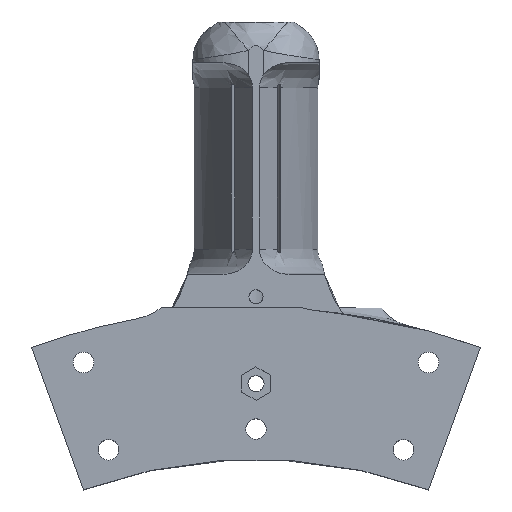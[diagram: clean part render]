
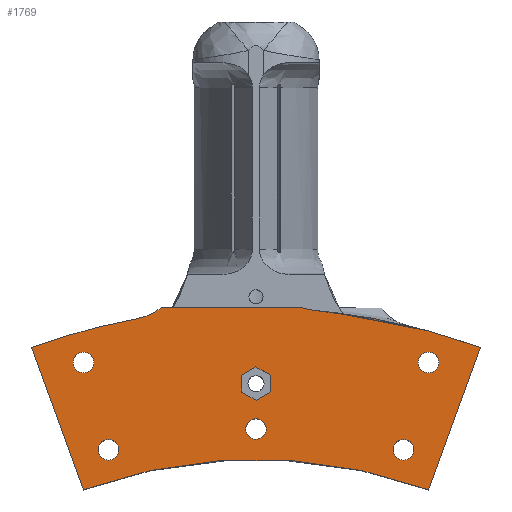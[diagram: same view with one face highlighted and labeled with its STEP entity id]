
A CAD part, top view. The second image highlights one B-rep face of the part: STEP entity #1769.
In plain terms, the highlighted planar face has unit normal (0, 0, 1).
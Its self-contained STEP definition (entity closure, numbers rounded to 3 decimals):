
#82=B_SPLINE_CURVE_WITH_KNOTS('',3,(#3911,#3912,#3913,#3914),
 .UNSPECIFIED.,.F.,.F.,(4,4),(-0.29,0.),
 .UNSPECIFIED.);
#126=B_SPLINE_CURVE_WITH_KNOTS('',3,(#6042,#6043,#6044,#6045),
 .UNSPECIFIED.,.F.,.F.,(4,4),(0.289,0.289),
 .UNSPECIFIED.);
#129=B_SPLINE_CURVE_WITH_KNOTS('',3,(#6267,#6268,#6269,#6270,#6271,#6272),
 .UNSPECIFIED.,.F.,.F.,(4,2,4),(-0.57,-0.319,0.),
 .UNSPECIFIED.);
#151=FACE_BOUND('',#403,.T.);
#152=FACE_BOUND('',#404,.T.);
#153=FACE_BOUND('',#405,.T.);
#154=FACE_BOUND('',#406,.T.);
#155=FACE_BOUND('',#407,.T.);
#156=FACE_BOUND('',#408,.T.);
#191=PLANE('',#1920);
#286=FACE_OUTER_BOUND('',#402,.T.);
#402=EDGE_LOOP('',(#1629,#1630,#1631,#1632,#1633,#1634,#1635,#1636,#1637));
#403=EDGE_LOOP('',(#1638,#1639,#1640,#1641,#1642,#1643));
#404=EDGE_LOOP('',(#1644));
#405=EDGE_LOOP('',(#1645));
#406=EDGE_LOOP('',(#1646));
#407=EDGE_LOOP('',(#1647));
#408=EDGE_LOOP('',(#1648));
#459=CIRCLE('',#1889,130.);
#468=CIRCLE('',#1905,130.);
#469=CIRCLE('',#1907,2.05);
#470=CIRCLE('',#1909,2.05);
#471=CIRCLE('',#1911,2.05);
#472=CIRCLE('',#1913,2.05);
#473=CIRCLE('',#1915,2.05);
#474=CIRCLE('',#1918,100.);
#489=LINE('',#2340,#597);
#492=LINE('',#2345,#600);
#494=LINE('',#2349,#602);
#496=LINE('',#2353,#604);
#498=LINE('',#2357,#606);
#500=LINE('',#2360,#608);
#573=LINE('',#6041,#681);
#586=LINE('',#6276,#694);
#588=LINE('',#6282,#696);
#597=VECTOR('',#1953,10.);
#600=VECTOR('',#1958,10.);
#602=VECTOR('',#1962,10.);
#604=VECTOR('',#1966,10.);
#606=VECTOR('',#1970,10.);
#608=VECTOR('',#1974,10.);
#681=VECTOR('',#2237,10.);
#694=VECTOR('',#2294,30.);
#696=VECTOR('',#2302,30.);
#710=VERTEX_POINT('',#2338);
#711=VERTEX_POINT('',#2339);
#712=VERTEX_POINT('',#2344);
#713=VERTEX_POINT('',#2348);
#714=VERTEX_POINT('',#2352);
#715=VERTEX_POINT('',#2356);
#780=VERTEX_POINT('',#3908);
#781=VERTEX_POINT('',#3910);
#838=VERTEX_POINT('',#5824);
#847=VERTEX_POINT('',#6033);
#848=VERTEX_POINT('',#6040);
#857=VERTEX_POINT('',#6101);
#858=VERTEX_POINT('',#6103);
#859=VERTEX_POINT('',#6149);
#860=VERTEX_POINT('',#6153);
#861=VERTEX_POINT('',#6157);
#862=VERTEX_POINT('',#6161);
#863=VERTEX_POINT('',#6165);
#864=VERTEX_POINT('',#6274);
#865=VERTEX_POINT('',#6278);
#880=EDGE_CURVE('',#710,#711,#489,.T.);
#883=EDGE_CURVE('',#712,#710,#492,.T.);
#885=EDGE_CURVE('',#713,#712,#494,.T.);
#887=EDGE_CURVE('',#714,#713,#496,.T.);
#889=EDGE_CURVE('',#715,#714,#498,.T.);
#891=EDGE_CURVE('',#711,#715,#500,.T.);
#974=EDGE_CURVE('',#781,#780,#82,.T.);
#1079=EDGE_CURVE('',#838,#781,#459,.T.);
#1094=EDGE_CURVE('',#848,#847,#573,.T.);
#1095=EDGE_CURVE('',#780,#848,#126,.T.);
#1109=EDGE_CURVE('',#858,#857,#468,.T.);
#1112=EDGE_CURVE('',#859,#859,#469,.T.);
#1114=EDGE_CURVE('',#860,#860,#470,.T.);
#1116=EDGE_CURVE('',#861,#861,#471,.T.);
#1118=EDGE_CURVE('',#862,#862,#472,.T.);
#1120=EDGE_CURVE('',#863,#863,#473,.T.);
#1121=EDGE_CURVE('',#847,#858,#129,.T.);
#1123=EDGE_CURVE('',#857,#864,#586,.T.);
#1125=EDGE_CURVE('',#864,#865,#474,.T.);
#1126=EDGE_CURVE('',#865,#838,#588,.T.);
#1629=ORIENTED_EDGE('',*,*,#1094,.T.);
#1630=ORIENTED_EDGE('',*,*,#1121,.T.);
#1631=ORIENTED_EDGE('',*,*,#1109,.T.);
#1632=ORIENTED_EDGE('',*,*,#1123,.T.);
#1633=ORIENTED_EDGE('',*,*,#1125,.T.);
#1634=ORIENTED_EDGE('',*,*,#1126,.T.);
#1635=ORIENTED_EDGE('',*,*,#1079,.T.);
#1636=ORIENTED_EDGE('',*,*,#974,.T.);
#1637=ORIENTED_EDGE('',*,*,#1095,.T.);
#1638=ORIENTED_EDGE('',*,*,#880,.T.);
#1639=ORIENTED_EDGE('',*,*,#891,.T.);
#1640=ORIENTED_EDGE('',*,*,#889,.T.);
#1641=ORIENTED_EDGE('',*,*,#887,.T.);
#1642=ORIENTED_EDGE('',*,*,#885,.T.);
#1643=ORIENTED_EDGE('',*,*,#883,.T.);
#1644=ORIENTED_EDGE('',*,*,#1120,.F.);
#1645=ORIENTED_EDGE('',*,*,#1118,.F.);
#1646=ORIENTED_EDGE('',*,*,#1116,.F.);
#1647=ORIENTED_EDGE('',*,*,#1114,.F.);
#1648=ORIENTED_EDGE('',*,*,#1112,.F.);
#1769=ADVANCED_FACE('',(#286,#151,#152,#153,#154,#155,#156),#191,.T.);
#1889=AXIS2_PLACEMENT_3D('',#5825,#2221,#2222);
#1905=AXIS2_PLACEMENT_3D('',#6104,#2264,#2265);
#1907=AXIS2_PLACEMENT_3D('',#6151,#2269,#2270);
#1909=AXIS2_PLACEMENT_3D('',#6155,#2274,#2275);
#1911=AXIS2_PLACEMENT_3D('',#6159,#2279,#2280);
#1913=AXIS2_PLACEMENT_3D('',#6163,#2284,#2285);
#1915=AXIS2_PLACEMENT_3D('',#6167,#2289,#2290);
#1918=AXIS2_PLACEMENT_3D('',#6280,#2298,#2299);
#1920=AXIS2_PLACEMENT_3D('',#6283,#2303,#2304);
#1953=DIRECTION('',(0.871,-0.491,0.));
#1958=DIRECTION('',(0.861,0.509,0.));
#1962=DIRECTION('',(-0.011,1.,0.));
#1966=DIRECTION('',(-0.871,0.491,0.));
#1970=DIRECTION('',(-0.861,-0.509,0.));
#1974=DIRECTION('',(0.011,-1.,0.));
#2221=DIRECTION('center_axis',(0.,0.,1.));
#2222=DIRECTION('ref_axis',(1.,0.,0.));
#2237=DIRECTION('',(-1.,0.,0.));
#2264=DIRECTION('center_axis',(0.,0.,1.));
#2265=DIRECTION('ref_axis',(1.,0.,0.));
#2269=DIRECTION('center_axis',(0.,0.,1.));
#2270=DIRECTION('ref_axis',(1.,0.,0.));
#2274=DIRECTION('center_axis',(0.,0.,1.));
#2275=DIRECTION('ref_axis',(1.,0.,0.));
#2279=DIRECTION('center_axis',(0.,0.,1.));
#2280=DIRECTION('ref_axis',(1.,0.,0.));
#2284=DIRECTION('center_axis',(0.,0.,1.));
#2285=DIRECTION('ref_axis',(1.,0.,0.));
#2289=DIRECTION('center_axis',(0.,0.,1.));
#2290=DIRECTION('ref_axis',(1.,0.,0.));
#2294=DIRECTION('',(0.342,-0.94,0.));
#2298=DIRECTION('center_axis',(0.,0.,-1.));
#2299=DIRECTION('ref_axis',(1.,0.,0.));
#2302=DIRECTION('',(0.342,0.94,0.));
#2303=DIRECTION('center_axis',(0.,0.,1.));
#2304=DIRECTION('ref_axis',(1.,0.,0.));
#2338=CARTESIAN_POINT('',(-0.036,118.312,10.));
#2339=CARTESIAN_POINT('',(2.85,116.687,10.));
#2340=CARTESIAN_POINT('',(25.368,104.008,10.));
#2344=CARTESIAN_POINT('',(-2.886,116.625,10.));
#2345=CARTESIAN_POINT('',(-27.277,102.189,10.));
#2348=CARTESIAN_POINT('',(-2.85,113.313,10.));
#2349=CARTESIAN_POINT('',(-2.239,56.763,10.));
#2352=CARTESIAN_POINT('',(0.036,111.688,10.));
#2353=CARTESIAN_POINT('',(23.796,98.311,10.));
#2356=CARTESIAN_POINT('',(2.886,113.375,10.));
#2357=CARTESIAN_POINT('',(-23.129,97.979,10.));
#2360=CARTESIAN_POINT('',(3.481,58.25,10.));
#3908=CARTESIAN_POINT('',(9.218,130.,10.));
#3910=CARTESIAN_POINT('',(12.065,129.439,10.));
#3911=CARTESIAN_POINT('Ctrl Pts',(12.065,129.439,10.));
#3912=CARTESIAN_POINT('Ctrl Pts',(11.103,129.529,10.));
#3913=CARTESIAN_POINT('Ctrl Pts',(10.141,129.717,10.));
#3914=CARTESIAN_POINT('Ctrl Pts',(9.218,130.,10.));
#5824=CARTESIAN_POINT('',(44.463,122.16,10.));
#5825=CARTESIAN_POINT('Origin',(0.,0.,10.));
#6033=CARTESIAN_POINT('',(-18.775,130.,10.));
#6040=CARTESIAN_POINT('',(9.218,130.,10.));
#6041=CARTESIAN_POINT('',(2.769,130.,10.));
#6042=CARTESIAN_POINT('Ctrl Pts',(9.218,130.,10.));
#6043=CARTESIAN_POINT('Ctrl Pts',(9.218,130.,10.));
#6044=CARTESIAN_POINT('Ctrl Pts',(9.218,130.,10.));
#6045=CARTESIAN_POINT('Ctrl Pts',(9.218,130.,10.));
#6101=CARTESIAN_POINT('',(-44.463,122.16,10.));
#6103=CARTESIAN_POINT('',(-23.868,127.79,10.));
#6104=CARTESIAN_POINT('Origin',(0.,0.,10.));
#6149=CARTESIAN_POINT('',(-36.229,119.196,10.));
#6151=CARTESIAN_POINT('Origin',(-34.179,119.196,10.));
#6153=CARTESIAN_POINT('',(32.129,119.196,10.));
#6155=CARTESIAN_POINT('Origin',(34.179,119.196,10.));
#6157=CARTESIAN_POINT('',(27.168,101.894,10.));
#6159=CARTESIAN_POINT('Origin',(29.218,101.894,10.));
#6161=CARTESIAN_POINT('',(-2.05,106.,10.));
#6163=CARTESIAN_POINT('Origin',(0.,106.,10.));
#6165=CARTESIAN_POINT('',(-31.268,101.894,10.));
#6167=CARTESIAN_POINT('Origin',(-29.218,101.894,10.));
#6267=CARTESIAN_POINT('Ctrl Pts',(-18.775,130.,10.));
#6268=CARTESIAN_POINT('Ctrl Pts',(-19.372,129.539,10.));
#6269=CARTESIAN_POINT('Ctrl Pts',(-20.056,129.122,10.));
#6270=CARTESIAN_POINT('Ctrl Pts',(-21.78,128.315,10.));
#6271=CARTESIAN_POINT('Ctrl Pts',(-22.821,127.986,10.));
#6272=CARTESIAN_POINT('Ctrl Pts',(-23.868,127.79,10.));
#6274=CARTESIAN_POINT('',(-34.202,93.969,10.));
#6276=CARTESIAN_POINT('',(-44.463,122.16,10.));
#6278=CARTESIAN_POINT('',(34.202,93.969,10.));
#6280=CARTESIAN_POINT('Origin',(0.,0.,10.));
#6282=CARTESIAN_POINT('',(34.202,93.969,10.));
#6283=CARTESIAN_POINT('Origin',(0.,0.,10.));
